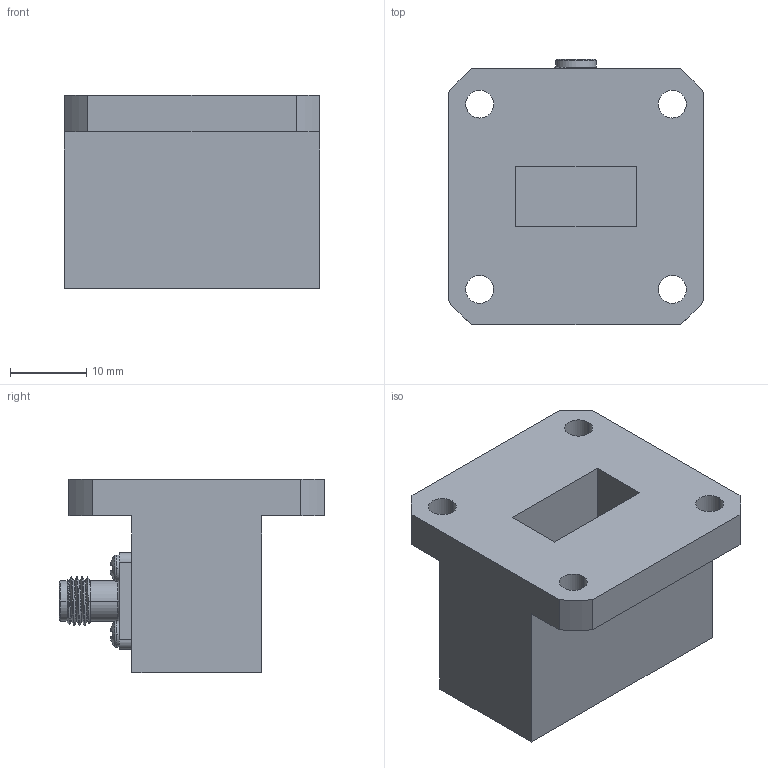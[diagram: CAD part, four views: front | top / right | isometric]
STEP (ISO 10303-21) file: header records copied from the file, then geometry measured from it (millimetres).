
FILE_DESCRIPTION (( 'STEP AP203' ), '1' );
FILE_NAME ('PEWCA1023.step', '2019-03-27T20:20:18', ( '' ), ( '' ), 'SwSTEP 2.0', 'SolidWorks 2017', '' );
FILE_SCHEMA (( 'CONFIG_CONTROL_DESIGN' ));
Length unit declared in the file: inch
Products named in the file (1): PEWCA1023
Bounding box: 33.53 x 34.8 x 25.41 mm (x, y, z)
Volume: 14315.6 mm3; surface area: 7541.9 mm2
Topology: 12 solids, 12 shells, 334 faces, 890 edges, 587 vertices
Faces by surface type: cylinder 143, plane 114, cone 44, bspline 31, torus 2
Entity records: 17399 total; most frequent: CARTESIAN_POINT 9729, ORIENTED_EDGE 1780, DIRECTION 1387, EDGE_CURVE 890, VERTEX_POINT 587, AXIS2_PLACEMENT_3D 526, EDGE_LOOP 361, LINE 335
